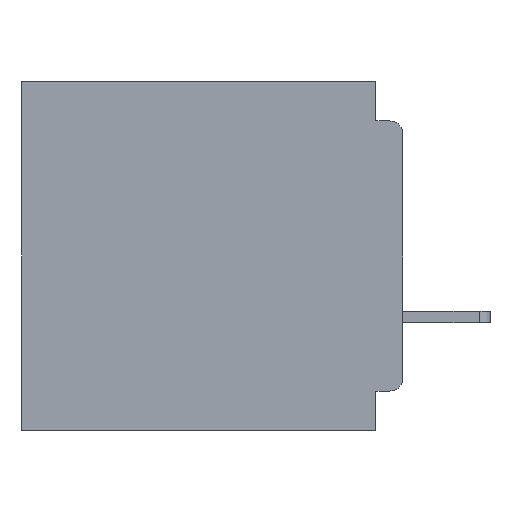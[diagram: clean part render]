
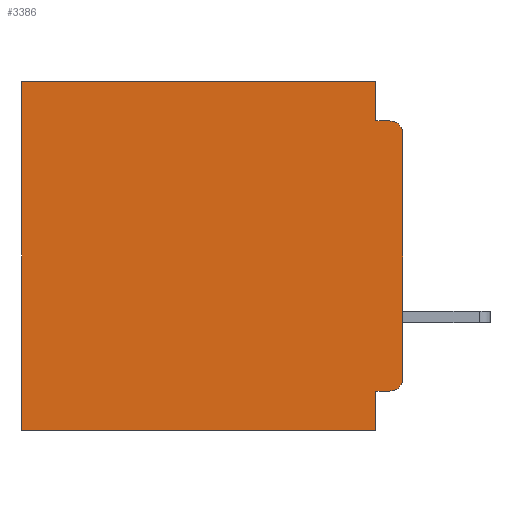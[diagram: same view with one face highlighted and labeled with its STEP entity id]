
A CAD part, left-side view. The second image highlights one B-rep face of the part: STEP entity #3386.
In plain terms, the highlighted planar face has unit normal (-1, 0, 0).
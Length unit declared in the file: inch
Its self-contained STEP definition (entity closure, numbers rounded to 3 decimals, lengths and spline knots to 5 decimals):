
#498 = CARTESIAN_POINT ( 'NONE',  ( 0.3, 0.015, -0.355 ) ) ;
#1093 = AXIS2_PLACEMENT_3D ( 'NONE', #26172, #11948, #16634 ) ;
#1844 = ORIENTED_EDGE ( 'NONE', *, *, #43407, .F. ) ;
#2669 = VERTEX_POINT ( 'NONE', #50924 ) ;
#3386 = ADVANCED_FACE ( 'NONE', ( #26075 ), #19230, .F. ) ;
#5086 = EDGE_CURVE ( 'NONE', #47859, #16150, #36511, .T. ) ;
#5857 = CARTESIAN_POINT ( 'NONE',  ( 0.3, 0.031, -0.045 ) ) ;
#5976 = DIRECTION ( 'NONE',  ( 0., 0., -1. ) ) ;
#7267 = VECTOR ( 'NONE', #27797, 39.37008 ) ;
#9833 = LINE ( 'NONE', #24659, #20461 ) ;
#10669 = AXIS2_PLACEMENT_3D ( 'NONE', #11113, #11057, #11045 ) ;
#11045 = DIRECTION ( 'NONE',  ( 0., 0., -1. ) ) ;
#11057 = DIRECTION ( 'NONE',  ( -1., 0., 0. ) ) ;
#11113 = CARTESIAN_POINT ( 'NONE',  ( 0.3, 0.015, -0.34 ) ) ;
#11216 = DIRECTION ( 'NONE',  ( 0., 1., 0. ) ) ;
#11948 = DIRECTION ( 'NONE',  ( 1., 0., 0. ) ) ;
#12267 = LINE ( 'NONE', #41280, #45503 ) ;
#12949 = CARTESIAN_POINT ( 'NONE',  ( 0.3, 0., -0.34 ) ) ;
#13143 = EDGE_CURVE ( 'NONE', #2669, #36217, #20743, .T. ) ;
#13205 = EDGE_CURVE ( 'NONE', #50677, #38077, #43387, .T. ) ;
#13406 = EDGE_CURVE ( 'NONE', #30537, #38868, #33448, .T. ) ;
#14773 = DIRECTION ( 'NONE',  ( -1., 0., 0. ) ) ;
#16150 = VERTEX_POINT ( 'NONE', #12949 ) ;
#16403 = CARTESIAN_POINT ( 'NONE',  ( 0.3, 0., -0.06 ) ) ;
#16634 = DIRECTION ( 'NONE',  ( 0., 0., -1. ) ) ;
#16722 = CARTESIAN_POINT ( 'NONE',  ( 0.3, 0.437, -0.4 ) ) ;
#18703 = CARTESIAN_POINT ( 'NONE',  ( 0.3, 0.031, -0.4 ) ) ;
#19230 = PLANE ( 'NONE',  #1093 ) ;
#19258 = LINE ( 'NONE', #51027, #29850 ) ;
#19352 = ORIENTED_EDGE ( 'NONE', *, *, #13406, .F. ) ;
#19641 = ORIENTED_EDGE ( 'NONE', *, *, #34822, .F. ) ;
#19987 = VECTOR ( 'NONE', #47892, 39.37008 ) ;
#20461 = VECTOR ( 'NONE', #11216, 39.37008 ) ;
#20743 = LINE ( 'NONE', #50098, #7267 ) ;
#20868 = CARTESIAN_POINT ( 'NONE',  ( 0.3, 0., -0.4 ) ) ;
#22010 = ORIENTED_EDGE ( 'NONE', *, *, #5086, .T. ) ;
#22433 = VERTEX_POINT ( 'NONE', #44193 ) ;
#24659 = CARTESIAN_POINT ( 'NONE',  ( 0.3, 0., -0.355 ) ) ;
#25392 = VERTEX_POINT ( 'NONE', #5857 ) ;
#26075 = FACE_OUTER_BOUND ( 'NONE', #26620, .T. ) ;
#26172 = CARTESIAN_POINT ( 'NONE',  ( 0.3, 0., -0.4 ) ) ;
#26620 = EDGE_LOOP ( 'NONE', ( #19641, #45278, #1844, #37259, #35548, #34039, #19352, #51614, #43590, #22010 ) ) ;
#27507 = LINE ( 'NONE', #27928, #50092 ) ;
#27630 = LINE ( 'NONE', #42590, #51634 ) ;
#27797 = DIRECTION ( 'NONE',  ( 0., 1., 0. ) ) ;
#27928 = CARTESIAN_POINT ( 'NONE',  ( 0.3, 0.031, -0.4 ) ) ;
#29850 = VECTOR ( 'NONE', #5976, 39.37008 ) ;
#30069 = EDGE_CURVE ( 'NONE', #47859, #22433, #9833, .T. ) ;
#30537 = VERTEX_POINT ( 'NONE', #18703 ) ;
#31035 = EDGE_CURVE ( 'NONE', #22433, #30537, #27507, .T. ) ;
#32491 = DIRECTION ( 'NONE',  ( 0., 0., -1. ) ) ;
#33448 = LINE ( 'NONE', #20868, #19987 ) ;
#34039 = ORIENTED_EDGE ( 'NONE', *, *, #38804, .T. ) ;
#34090 = EDGE_CURVE ( 'NONE', #2669, #25392, #12267, .T. ) ;
#34126 = CARTESIAN_POINT ( 'NONE',  ( 0.3, 0.437, 0. ) ) ;
#34515 = CARTESIAN_POINT ( 'NONE',  ( 0.3, 0.437, -0.4 ) ) ;
#34822 = EDGE_CURVE ( 'NONE', #50677, #16150, #19258, .T. ) ;
#35548 = ORIENTED_EDGE ( 'NONE', *, *, #13143, .T. ) ;
#36217 = VERTEX_POINT ( 'NONE', #34126 ) ;
#36511 = CIRCLE ( 'NONE', #10669, 0.015 ) ;
#37259 = ORIENTED_EDGE ( 'NONE', *, *, #34090, .F. ) ;
#38077 = VERTEX_POINT ( 'NONE', #46850 ) ;
#38804 = EDGE_CURVE ( 'NONE', #36217, #38868, #58254, .T. ) ;
#38868 = VERTEX_POINT ( 'NONE', #16722 ) ;
#39041 = DIRECTION ( 'NONE',  ( 0., 0., -1. ) ) ;
#41280 = CARTESIAN_POINT ( 'NONE',  ( 0.3, 0.031, 0. ) ) ;
#41838 = CARTESIAN_POINT ( 'NONE',  ( 0.3, 0.015, -0.06 ) ) ;
#42590 = CARTESIAN_POINT ( 'NONE',  ( 0.3, 0., -0.045 ) ) ;
#43387 = CIRCLE ( 'NONE', #44915, 0.015 ) ;
#43407 = EDGE_CURVE ( 'NONE', #25392, #38077, #27630, .T. ) ;
#43590 = ORIENTED_EDGE ( 'NONE', *, *, #30069, .F. ) ;
#44193 = CARTESIAN_POINT ( 'NONE',  ( 0.3, 0.031, -0.355 ) ) ;
#44915 = AXIS2_PLACEMENT_3D ( 'NONE', #41838, #14773, #46374 ) ;
#45278 = ORIENTED_EDGE ( 'NONE', *, *, #13205, .T. ) ;
#45503 = VECTOR ( 'NONE', #45829, 39.37008 ) ;
#45829 = DIRECTION ( 'NONE',  ( 0., 0., -1. ) ) ;
#46374 = DIRECTION ( 'NONE',  ( 0., 0., -1. ) ) ;
#46850 = CARTESIAN_POINT ( 'NONE',  ( 0.3, 0.015, -0.045 ) ) ;
#47099 = DIRECTION ( 'NONE',  ( 0., -1., 0. ) ) ;
#47859 = VERTEX_POINT ( 'NONE', #498 ) ;
#47892 = DIRECTION ( 'NONE',  ( 0., 1., 0. ) ) ;
#50092 = VECTOR ( 'NONE', #32491, 39.37008 ) ;
#50098 = CARTESIAN_POINT ( 'NONE',  ( 0.3, 0., 0. ) ) ;
#50677 = VERTEX_POINT ( 'NONE', #16403 ) ;
#50924 = CARTESIAN_POINT ( 'NONE',  ( 0.3, 0.031, 0. ) ) ;
#51027 = CARTESIAN_POINT ( 'NONE',  ( 0.3, 0., -0.4 ) ) ;
#51614 = ORIENTED_EDGE ( 'NONE', *, *, #31035, .F. ) ;
#51634 = VECTOR ( 'NONE', #47099, 39.37008 ) ;
#56852 = VECTOR ( 'NONE', #39041, 39.37008 ) ;
#58254 = LINE ( 'NONE', #34515, #56852 ) ;
